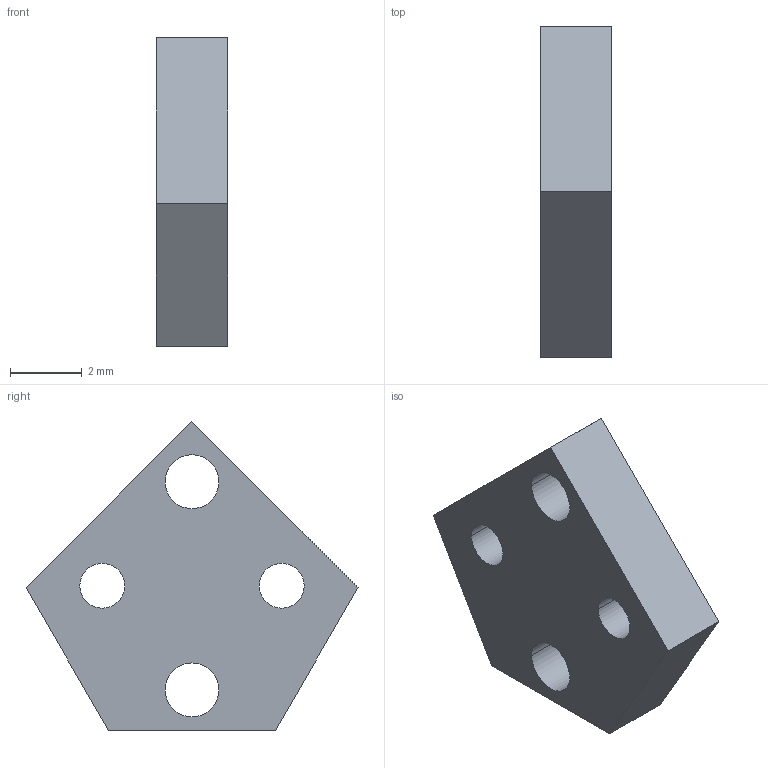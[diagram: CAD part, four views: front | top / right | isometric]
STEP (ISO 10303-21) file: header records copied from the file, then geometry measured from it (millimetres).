
FILE_DESCRIPTION(('CATIA V5 STEP Exchange'),'2;1');
FILE_NAME('Push Button UP_DOWN Mount.stp','2017-04-03T01:52:08+00:00',('none'),('none'),'CATIA Version 5 Release 21 GA (IN-10)','CATIA V5 STEP AP203','none');
FILE_SCHEMA(('CONFIG_CONTROL_DESIGN'));
Length unit declared in the file: millimetre
Products named in the file (1): Push Button Mount UP
Bounding box: 2 x 9.25 x 8.61 mm (x, y, z)
Volume: 86.2 mm3; surface area: 174.6 mm2
Topology: 1 solids, 1 shells, 15 faces, 39 edges, 26 vertices
Faces by surface type: cylinder 8, plane 7
Entity records: 491 total; most frequent: ORIENTED_EDGE 78, CARTESIAN_POINT 77, DIRECTION 61, EDGE_CURVE 39, AXIS2_PLACEMENT_3D 28, VERTEX_POINT 26, VECTOR 23, EDGE_LOOP 23
